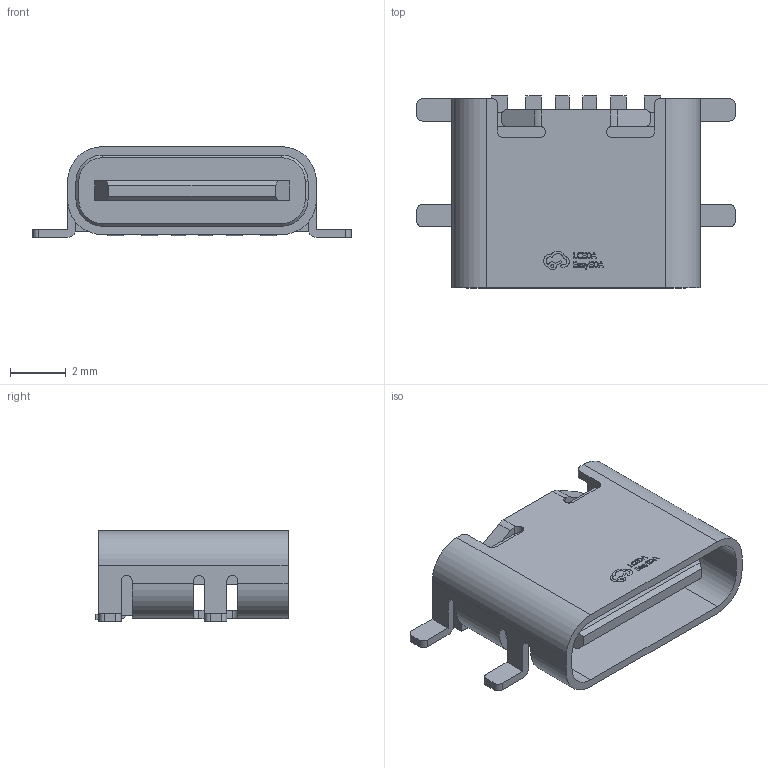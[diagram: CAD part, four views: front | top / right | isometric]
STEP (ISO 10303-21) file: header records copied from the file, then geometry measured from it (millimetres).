
FILE_DESCRIPTION (( 'STEP AP214' ), '1' );
FILE_NAME ('USB-C-SMD_TYPE-C-31-M-29.step', '2022-07-15T09:23:48', ( '' ), ( '' ), 'SwSTEP 2.0', 'SolidWorks 2020', '' );
FILE_SCHEMA (( 'AUTOMOTIVE_DESIGN' ));
Length unit declared in the file: millimetre
Products named in the file (1): USB-C-SMD_TYPE-C-31-M-29
Bounding box: 11.44 x 6.9 x 3.26 mm (x, y, z)
Volume: 110.7 mm3; surface area: 440.4 mm2
Topology: 15 solids, 15 shells, 474 faces, 1315 edges, 874 vertices
Faces by surface type: plane 290, bspline 112, cylinder 68, cone 4
Entity records: 21056 total; most frequent: CARTESIAN_POINT 4780, ORIENTED_EDGE 2630, DIRECTION 1951, EDGE_CURVE 1315, LINE 941, VECTOR 941, VERTEX_POINT 874, AXIS2_PLACEMENT_3D 505
